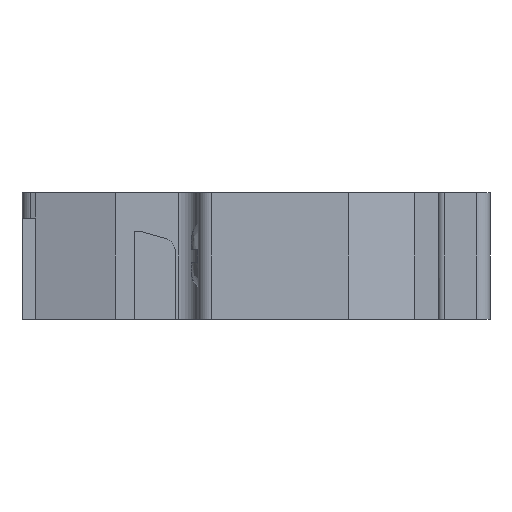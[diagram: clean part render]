
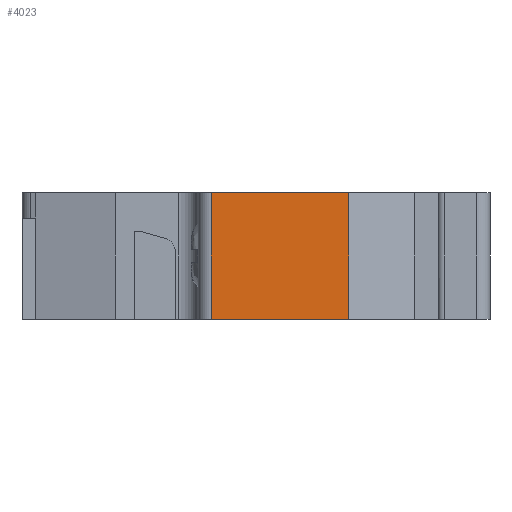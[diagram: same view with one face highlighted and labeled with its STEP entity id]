
A CAD part, left-side view. The second image highlights one B-rep face of the part: STEP entity #4023.
In plain terms, the highlighted planar face has unit normal (-1, 0, 0).
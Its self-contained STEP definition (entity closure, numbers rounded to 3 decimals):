
#714=DIRECTION('',(0.,1.,0.));
#715=VECTOR('',#714,10.3);
#716=CARTESIAN_POINT('',(-20.2,-21.3,4.75));
#717=LINE('',#716,#715);
#1135=DIRECTION('',(0.,1.,0.));
#1136=VECTOR('',#1135,10.3);
#1137=CARTESIAN_POINT('',(-20.2,-21.3,-4.75));
#1138=LINE('',#1137,#1136);
#1139=DIRECTION('',(0.,0.,-1.));
#1140=VECTOR('',#1139,9.5);
#1141=CARTESIAN_POINT('',(-20.2,-21.3,4.75));
#1142=LINE('',#1141,#1140);
#1147=DIRECTION('',(0.,0.,-1.));
#1148=VECTOR('',#1147,9.5);
#1149=CARTESIAN_POINT('',(-20.2,-11.,4.75));
#1150=LINE('',#1149,#1148);
#2311=CARTESIAN_POINT('',(-20.2,-11.,-4.75));
#2312=VERTEX_POINT('',#2311);
#2313=CARTESIAN_POINT('',(-20.2,-21.3,-4.75));
#2314=VERTEX_POINT('',#2313);
#2492=CARTESIAN_POINT('',(-20.2,-21.3,4.75));
#2493=VERTEX_POINT('',#2492);
#2494=CARTESIAN_POINT('',(-20.2,-11.,4.75));
#2495=VERTEX_POINT('',#2494);
#4011=CARTESIAN_POINT('',(-20.2,-11.,-4.75));
#4012=DIRECTION('',(-1.,0.,0.));
#4013=DIRECTION('',(0.,-1.,0.));
#4014=AXIS2_PLACEMENT_3D('',#4011,#4012,#4013);
#4015=PLANE('',#4014);
#4016=ORIENTED_EDGE('',*,*,#2864,.T.);
#4018=ORIENTED_EDGE('',*,*,#4017,.F.);
#4019=ORIENTED_EDGE('',*,*,#3470,.F.);
#4020=ORIENTED_EDGE('',*,*,#4004,.T.);
#4021=EDGE_LOOP('',(#4016,#4018,#4019,#4020));
#4022=FACE_OUTER_BOUND('',#4021,.F.);
#4023=ADVANCED_FACE('',(#4022),#4015,.T.);
#2864=EDGE_CURVE('',#2314,#2312,#1138,.T.);
#3470=EDGE_CURVE('',#2493,#2495,#717,.T.);
#4004=EDGE_CURVE('',#2493,#2314,#1142,.T.);
#4017=EDGE_CURVE('',#2495,#2312,#1150,.T.);
